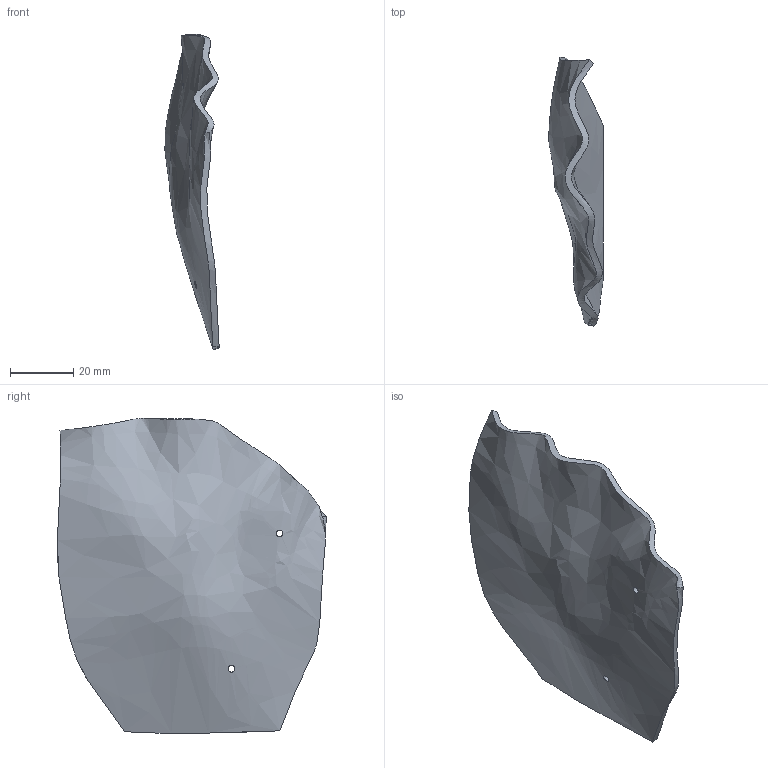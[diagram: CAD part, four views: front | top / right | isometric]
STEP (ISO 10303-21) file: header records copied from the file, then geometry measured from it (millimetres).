
FILE_DESCRIPTION(/* description */ (''),/* implementation_level */ '2;1');
FILE_NAME(/* name */ 'Palm_back v1.step',/* time_stamp */ '2020-05-04T12:13:10-06:00',/* author */ (''),/* organization */ (''),/* preprocessor_version */ 'ST-DEVELOPER v18.1',/* originating_system */ 'Autodesk Translation Framework v9.2.0.1227',/* authorisation */ '');
FILE_SCHEMA (('AUTOMOTIVE_DESIGN { 1 0 10303 214 3 1 1 }'));
Length unit declared in the file: millimetre
Products named in the file (2): Palm_back; Component2
Assembly tree (1 placements, depth 2):
  Palm_back
    Component2
Bounding box: 17.09 x 84.87 x 99.35 mm (x, y, z)
Volume: 14751.7 mm3; surface area: 15485.3 mm2
Topology: 1 solids, 1 shells, 8 faces, 22 edges, 16 vertices
Faces by surface type: bspline 6, cylinder 2
Full cylindrical faces by diameter (mm): 2.1 x2
Entity records: 2560 total; most frequent: CARTESIAN_POINT 2326, ORIENTED_EDGE 46, EDGE_CURVE 23, VERTEX_POINT 17, DIRECTION 17, B_SPLINE_CURVE_WITH_KNOTS 16, EDGE_LOOP 12, FACE_OUTER_BOUND 8
